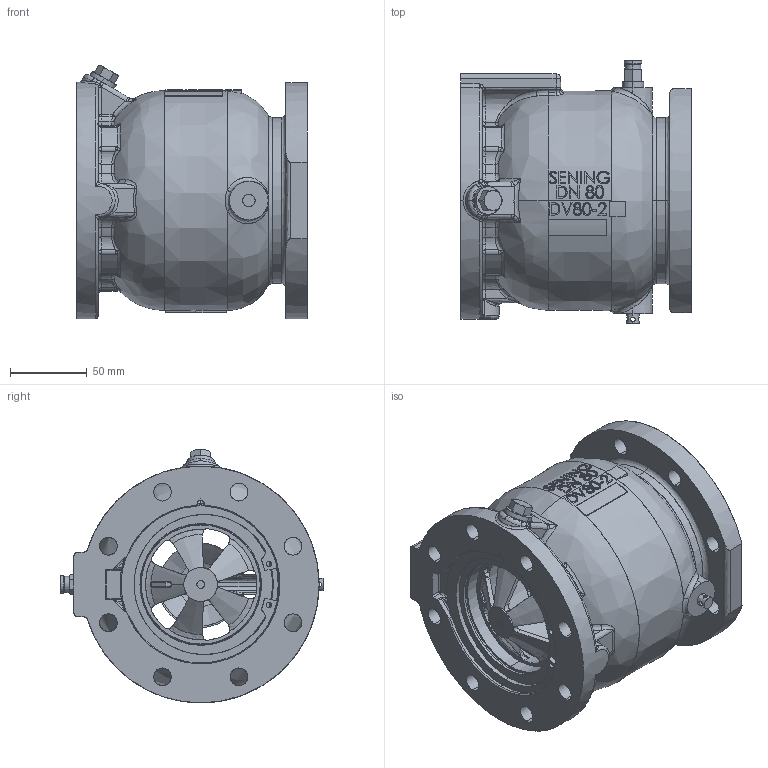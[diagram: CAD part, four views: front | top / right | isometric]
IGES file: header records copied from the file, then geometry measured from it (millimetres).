
Start section: SolidWorks IGES file using analytic representation for surfaces
Global section: file name: DV80-2_17413.IGS; native system: SolidWorks 2010; preprocessor: SolidWorks 2010; author: LarsenR; date: 140521.102216; units: millimetre
Bounding box: 150 x 171.65 x 165.04 mm (x, y, z)
Surface area: 202036.2 mm2 (no closed solid volume)
Topology: 0 solids, 0 shells, 928 faces, 13405 edges, 13367 vertices
Faces by surface type: bspline 587, revolution 341
